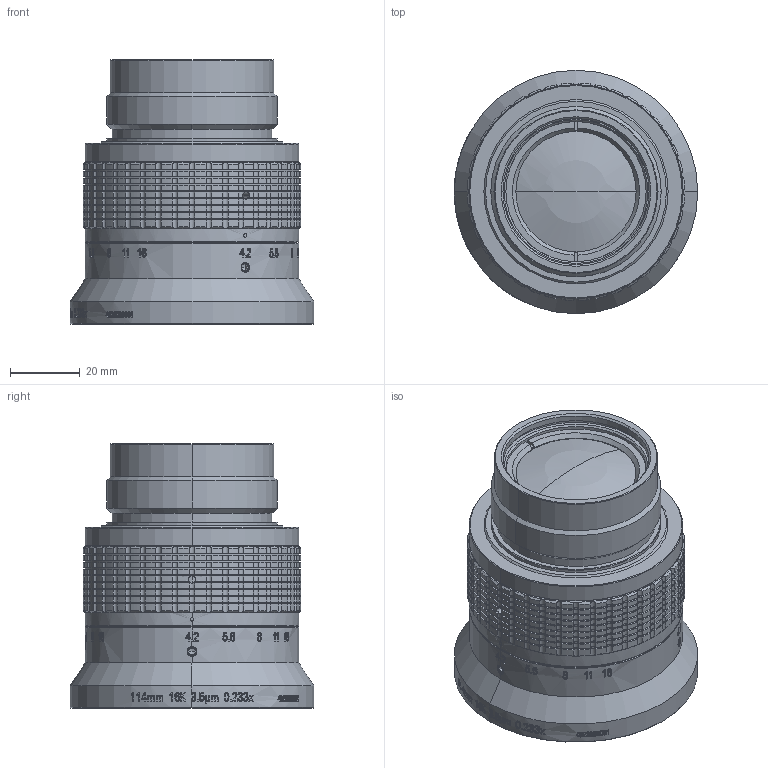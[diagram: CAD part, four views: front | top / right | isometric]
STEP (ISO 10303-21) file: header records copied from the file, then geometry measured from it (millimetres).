
FILE_DESCRIPTION((''),'2;1');
FILE_NAME('LS160233APO_ASM','2021-08-17T',('Administrator'),(''),'PRO/ENGINEER BY PARAMETRIC TECHNOLOGY CORPORATION, 2014320','PRO/ENGINEER BY PARAMETRIC TECHNOLOGY CORPORATION, 2014320','');
FILE_SCHEMA(('CONFIG_CONTROL_DESIGN','SHAPE_APPEARANCE_LAYERS_GROUPS'));
Products named in the file (1): LS160233APO_ASM
Bounding box: 70 x 70 x 76 mm (x, y, z)
Volume: 161320.3 mm3; surface area: 47610.8 mm2
Topology: 1 solids, 6 shells, 2818 faces, 7432 edges, 4733 vertices
Faces by surface type: plane 1104, cylinder 928, extrusion 448, cone 208, bspline 120, sphere 10
Entity records: 100934 total; most frequent: CARTESIAN_POINT 30362, ORIENTED_EDGE 14832, DIRECTION 14428, EDGE_CURVE 7416, AXIS2_PLACEMENT_3D 5820, VERTEX_POINT 4733, CIRCLE 3570, EDGE_LOOP 2969
